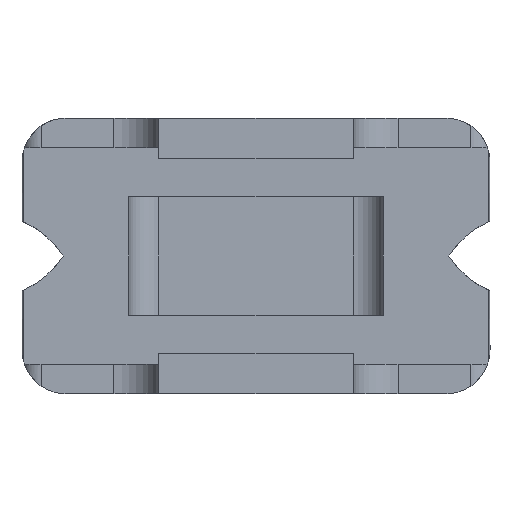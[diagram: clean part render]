
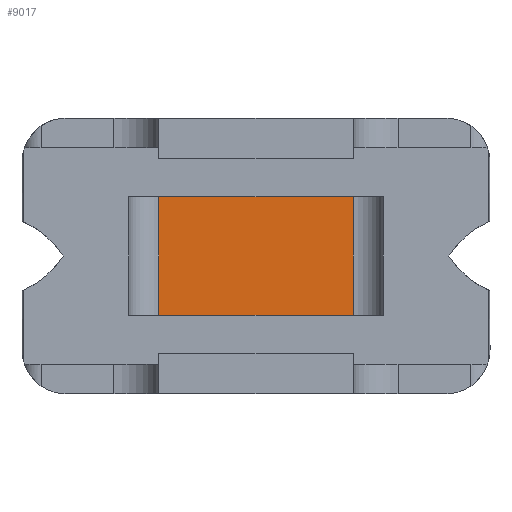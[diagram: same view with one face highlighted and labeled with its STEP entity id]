
A CAD part, front view. The second image highlights one B-rep face of the part: STEP entity #9017.
In plain terms, the highlighted planar face has unit normal (0, -1, 0).
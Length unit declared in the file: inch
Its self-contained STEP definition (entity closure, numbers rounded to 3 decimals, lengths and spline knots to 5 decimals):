
#7031 = VERTEX_POINT ( 'NONE', #13999 ) ;
#9014 = VERTEX_POINT ( 'NONE', #19049 ) ;
#9016 = EDGE_CURVE ( 'NONE', #7031, #9014, #19048, .T. ) ;
#9017 = ADVANCED_FACE ( 'NONE', ( #19044 ), #19043, .T. ) ;
#9018 = EDGE_LOOP ( 'NONE', ( #9019, #9022, #9023, #9078 ) ) ;
#9019 = ORIENTED_EDGE ( 'NONE', *, *, #9020, .F. ) ;
#9020 = EDGE_CURVE ( 'NONE', #7031, #9021, #19038, .T. ) ;
#9021 = VERTEX_POINT ( 'NONE', #19034 ) ;
#9022 = ORIENTED_EDGE ( 'NONE', *, *, #9016, .T. ) ;
#9023 = ORIENTED_EDGE ( 'NONE', *, *, #9076, .F. ) ;
#9076 = EDGE_CURVE ( 'NONE', #9077, #9014, #19152, .T. ) ;
#9077 = VERTEX_POINT ( 'NONE', #19148 ) ;
#9078 = ORIENTED_EDGE ( 'NONE', *, *, #9079, .F. ) ;
#9079 = EDGE_CURVE ( 'NONE', #9021, #9077, #19147, .T. ) ;
#13999 = CARTESIAN_POINT ( 'NONE',  ( 0.69119, -0.13498, -0.125 ) ) ;
#19034 = CARTESIAN_POINT ( 'NONE',  ( 0.28219, -0.13498, -0.125 ) ) ;
#19035 = DIRECTION ( 'NONE',  ( -1., 0., 0. ) ) ;
#19036 = VECTOR ( 'NONE', #19035, 39.37008 ) ;
#19037 = CARTESIAN_POINT ( 'NONE',  ( 0.48669, -0.13498, -0.125 ) ) ;
#19038 = LINE ( 'NONE', #19037, #19036 ) ;
#19039 = DIRECTION ( 'NONE',  ( 1., 0., 0. ) ) ;
#19040 = DIRECTION ( 'NONE',  ( 0., -1., 0. ) ) ;
#19041 = CARTESIAN_POINT ( 'NONE',  ( 0.28219, -0.13498, -0.125 ) ) ;
#19042 = AXIS2_PLACEMENT_3D ( 'NONE', #19041, #19040, #19039 ) ;
#19043 = PLANE ( 'NONE',  #19042 ) ;
#19044 = FACE_OUTER_BOUND ( 'NONE', #9018, .T. ) ;
#19045 = DIRECTION ( 'NONE',  ( 0., 0., 1. ) ) ;
#19046 = VECTOR ( 'NONE', #19045, 39.37008 ) ;
#19047 = CARTESIAN_POINT ( 'NONE',  ( 0.69119, -0.13498, -0.125 ) ) ;
#19048 = LINE ( 'NONE', #19047, #19046 ) ;
#19049 = CARTESIAN_POINT ( 'NONE',  ( 0.69119, -0.13498, 0.125 ) ) ;
#19144 = DIRECTION ( 'NONE',  ( 0., 0., 1. ) ) ;
#19145 = VECTOR ( 'NONE', #19144, 39.37008 ) ;
#19146 = CARTESIAN_POINT ( 'NONE',  ( 0.28219, -0.13498, 0. ) ) ;
#19147 = LINE ( 'NONE', #19146, #19145 ) ;
#19148 = CARTESIAN_POINT ( 'NONE',  ( 0.28219, -0.13498, 0.125 ) ) ;
#19149 = DIRECTION ( 'NONE',  ( 1., 0., 0. ) ) ;
#19150 = VECTOR ( 'NONE', #19149, 39.37008 ) ;
#19151 = CARTESIAN_POINT ( 'NONE',  ( 0.48669, -0.13498, 0.125 ) ) ;
#19152 = LINE ( 'NONE', #19151, #19150 ) ;
